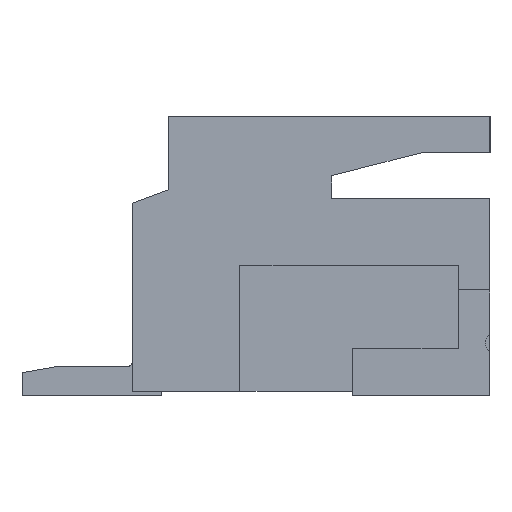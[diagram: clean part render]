
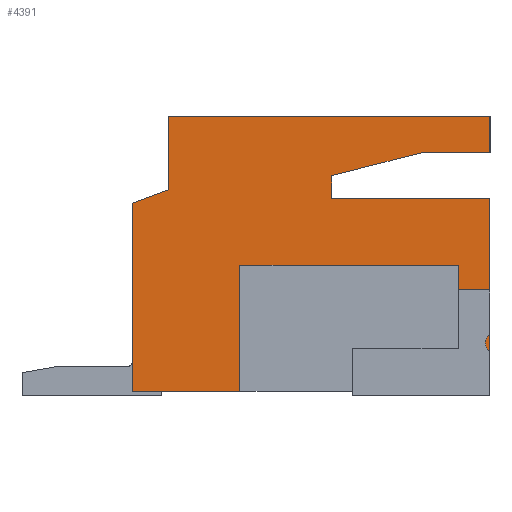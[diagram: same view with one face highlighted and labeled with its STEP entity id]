
A CAD part, left-side view. The second image highlights one B-rep face of the part: STEP entity #4391.
In plain terms, the highlighted planar face has unit normal (-1, 0, 0).
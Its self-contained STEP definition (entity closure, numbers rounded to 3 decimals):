
#97=FACE_OUTER_BOUND('',#332,.T.);
#332=EDGE_LOOP('',(#2888,#2889,#2890,#2891,#2892,#2893,#2894,#2895,#2896,
#2897,#2898,#2899,#2900,#2901,#2902,#2903,#2904));
#582=LINE('',#6072,#1195);
#586=LINE('',#6082,#1199);
#587=LINE('',#6084,#1200);
#588=LINE('',#6086,#1201);
#589=LINE('',#6088,#1202);
#590=LINE('',#6090,#1203);
#591=LINE('',#6092,#1204);
#592=LINE('',#6094,#1205);
#593=LINE('',#6096,#1206);
#594=LINE('',#6098,#1207);
#595=LINE('',#6100,#1208);
#596=LINE('',#6102,#1209);
#597=LINE('',#6104,#1210);
#598=LINE('',#6106,#1211);
#599=LINE('',#6107,#1212);
#600=LINE('',#6109,#1213);
#601=LINE('',#6110,#1214);
#1195=VECTOR('',#4921,10.);
#1199=VECTOR('',#4929,10.);
#1200=VECTOR('',#4930,10.);
#1201=VECTOR('',#4931,10.);
#1202=VECTOR('',#4932,10.);
#1203=VECTOR('',#4933,10.);
#1204=VECTOR('',#4934,10.);
#1205=VECTOR('',#4935,10.);
#1206=VECTOR('',#4936,10.);
#1207=VECTOR('',#4937,10.);
#1208=VECTOR('',#4938,10.);
#1209=VECTOR('',#4939,10.);
#1210=VECTOR('',#4940,10.);
#1211=VECTOR('',#4941,10.);
#1212=VECTOR('',#4942,10.);
#1213=VECTOR('',#4943,10.);
#1214=VECTOR('',#4944,10.);
#1806=VERTEX_POINT('',#6066);
#1808=VERTEX_POINT('',#6070);
#1811=VERTEX_POINT('',#6080);
#1812=VERTEX_POINT('',#6081);
#1813=VERTEX_POINT('',#6083);
#1814=VERTEX_POINT('',#6085);
#1815=VERTEX_POINT('',#6087);
#1816=VERTEX_POINT('',#6089);
#1817=VERTEX_POINT('',#6091);
#1818=VERTEX_POINT('',#6093);
#1819=VERTEX_POINT('',#6095);
#1820=VERTEX_POINT('',#6097);
#1821=VERTEX_POINT('',#6099);
#1822=VERTEX_POINT('',#6101);
#1823=VERTEX_POINT('',#6103);
#1824=VERTEX_POINT('',#6105);
#1825=VERTEX_POINT('',#6108);
#2238=EDGE_CURVE('',#1806,#1808,#582,.T.);
#2242=EDGE_CURVE('',#1811,#1812,#586,.T.);
#2243=EDGE_CURVE('',#1812,#1813,#587,.T.);
#2244=EDGE_CURVE('',#1813,#1814,#588,.T.);
#2245=EDGE_CURVE('',#1814,#1815,#589,.T.);
#2246=EDGE_CURVE('',#1815,#1816,#590,.T.);
#2247=EDGE_CURVE('',#1816,#1817,#591,.T.);
#2248=EDGE_CURVE('',#1817,#1818,#592,.T.);
#2249=EDGE_CURVE('',#1818,#1819,#593,.T.);
#2250=EDGE_CURVE('',#1820,#1819,#594,.T.);
#2251=EDGE_CURVE('',#1821,#1820,#595,.T.);
#2252=EDGE_CURVE('',#1821,#1822,#596,.T.);
#2253=EDGE_CURVE('',#1822,#1823,#597,.T.);
#2254=EDGE_CURVE('',#1823,#1824,#598,.T.);
#2255=EDGE_CURVE('',#1824,#1806,#599,.T.);
#2256=EDGE_CURVE('',#1808,#1825,#600,.T.);
#2257=EDGE_CURVE('',#1825,#1811,#601,.T.);
#2888=ORIENTED_EDGE('',*,*,#2242,.T.);
#2889=ORIENTED_EDGE('',*,*,#2243,.T.);
#2890=ORIENTED_EDGE('',*,*,#2244,.T.);
#2891=ORIENTED_EDGE('',*,*,#2245,.T.);
#2892=ORIENTED_EDGE('',*,*,#2246,.T.);
#2893=ORIENTED_EDGE('',*,*,#2247,.T.);
#2894=ORIENTED_EDGE('',*,*,#2248,.T.);
#2895=ORIENTED_EDGE('',*,*,#2249,.T.);
#2896=ORIENTED_EDGE('',*,*,#2250,.F.);
#2897=ORIENTED_EDGE('',*,*,#2251,.F.);
#2898=ORIENTED_EDGE('',*,*,#2252,.T.);
#2899=ORIENTED_EDGE('',*,*,#2253,.T.);
#2900=ORIENTED_EDGE('',*,*,#2254,.T.);
#2901=ORIENTED_EDGE('',*,*,#2255,.T.);
#2902=ORIENTED_EDGE('',*,*,#2238,.T.);
#2903=ORIENTED_EDGE('',*,*,#2256,.T.);
#2904=ORIENTED_EDGE('',*,*,#2257,.T.);
#4172=PLANE('',#4649);
#4391=ADVANCED_FACE('',(#97),#4172,.T.);
#4649=AXIS2_PLACEMENT_3D('',#6079,#4927,#4928);
#4921=DIRECTION('',(0.,1.,0.));
#4927=DIRECTION('center_axis',(-1.,0.,0.));
#4928=DIRECTION('ref_axis',(0.,0.,1.));
#4929=DIRECTION('',(0.,0.,1.));
#4930=DIRECTION('',(0.,1.,0.));
#4931=DIRECTION('',(0.,0.,1.));
#4932=DIRECTION('',(0.,-0.969,0.248));
#4933=DIRECTION('',(0.,-1.,0.));
#4934=DIRECTION('',(0.,0.,1.));
#4935=DIRECTION('',(0.,1.,0.));
#4936=DIRECTION('',(0.,0.,-1.));
#4937=DIRECTION('',(0.,-0.938,0.346));
#4938=DIRECTION('',(0.,0.,1.));
#4939=DIRECTION('',(0.,-1.,0.));
#4940=DIRECTION('',(0.,0.,1.));
#4941=DIRECTION('',(0.,-1.,0.));
#4942=DIRECTION('',(0.,0.,-1.));
#4943=DIRECTION('',(0.,0.,-1.));
#4944=DIRECTION('',(0.,-1.,0.));
#6066=CARTESIAN_POINT('',(-10.,-7.11,2.21));
#6070=CARTESIAN_POINT('',(-10.,-4.8,2.21));
#6072=CARTESIAN_POINT('',(-10.,-7.8,2.21));
#6079=CARTESIAN_POINT('Origin',(-10.,-3.9,3.));
#6080=CARTESIAN_POINT('',(-10.,-7.8,0.));
#6081=CARTESIAN_POINT('',(-10.,-7.8,4.2));
#6082=CARTESIAN_POINT('',(-10.,-7.8,6.));
#6083=CARTESIAN_POINT('',(-10.,-4.35,4.2));
#6084=CARTESIAN_POINT('',(-10.,-5.85,4.2));
#6085=CARTESIAN_POINT('',(-10.,-4.35,4.7));
#6086=CARTESIAN_POINT('',(-10.,-4.35,3.6));
#6087=CARTESIAN_POINT('',(-10.,-6.3,5.2));
#6088=CARTESIAN_POINT('',(-10.,-3.934,4.593));
#6089=CARTESIAN_POINT('',(-10.,-7.8,5.2));
#6090=CARTESIAN_POINT('',(-10.,-5.1,5.2));
#6091=CARTESIAN_POINT('',(-10.,-7.8,6.));
#6092=CARTESIAN_POINT('',(-10.,-7.8,6.));
#6093=CARTESIAN_POINT('',(-10.,-0.8,6.));
#6094=CARTESIAN_POINT('',(-10.,0.,6.));
#6095=CARTESIAN_POINT('',(-10.,-0.8,4.395));
#6096=CARTESIAN_POINT('',(-10.,-0.8,4.395));
#6097=CARTESIAN_POINT('',(-10.,0.,4.1));
#6098=CARTESIAN_POINT('',(-10.,0.,4.1));
#6099=CARTESIAN_POINT('',(-10.,0.,0.));
#6100=CARTESIAN_POINT('',(-10.,0.,0.));
#6101=CARTESIAN_POINT('',(-10.,-2.35,0.));
#6102=CARTESIAN_POINT('',(-10.,-7.8,0.));
#6103=CARTESIAN_POINT('',(-10.,-2.35,2.75));
#6104=CARTESIAN_POINT('',(-10.,-2.35,1.5));
#6105=CARTESIAN_POINT('',(-10.,-7.11,2.75));
#6106=CARTESIAN_POINT('',(-10.,-3.125,2.75));
#6107=CARTESIAN_POINT('',(-10.,-7.11,2.875));
#6108=CARTESIAN_POINT('',(-10.,-4.8,0.));
#6109=CARTESIAN_POINT('',(-10.,-4.8,1.965));
#6110=CARTESIAN_POINT('',(-10.,-7.8,0.));
